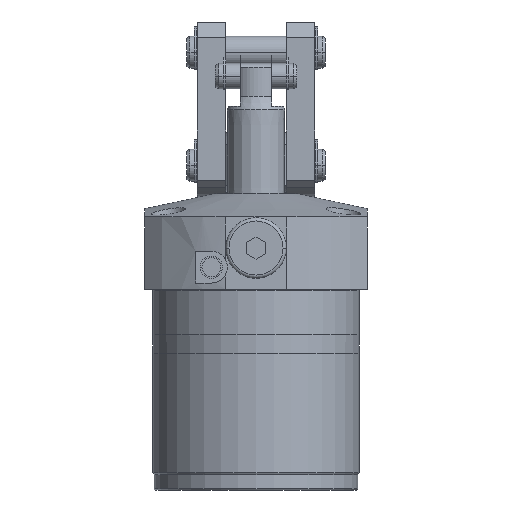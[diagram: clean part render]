
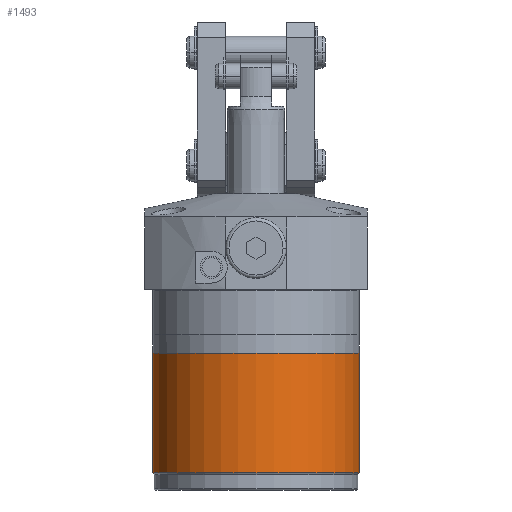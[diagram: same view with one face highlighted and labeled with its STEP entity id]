
A CAD part, front view. The second image highlights one B-rep face of the part: STEP entity #1493.
In plain terms, the highlighted cylindrical face has radius 32.4 mm (diameter 64.8 mm), a partial arc.
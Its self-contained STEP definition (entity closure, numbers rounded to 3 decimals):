
#118 = CARTESIAN_POINT ( 'NONE',  ( 0., 0., 100. ) ) ;
#119 = DIRECTION ( 'NONE',  ( 0., 0., 1. ) ) ;
#120 = DIRECTION ( 'NONE',  ( 1., 0., 0. ) ) ;
#1082 = AXIS2_PLACEMENT_3D ( 'NONE', #8844, #8845, #8846 ) ;
#1084 = AXIS2_PLACEMENT_3D ( 'NONE', #8818, #8819, #8820 ) ;
#1377 = CIRCLE ( 'NONE', #1082, 32.4 ) ;
#1381 = CIRCLE ( 'NONE', #1084, 32.4 ) ;
#1393 = EDGE_CURVE ( 'NONE', #6760, #6762, #1381, .T. ) ;
#1399 = EDGE_CURVE ( 'NONE', #6054, #6761, #1377, .T. ) ;
#1493 = ADVANCED_FACE ( 'NONE', ( #4723 ), #4731, .T. ) ;
#1767 = ORIENTED_EDGE ( 'NONE', *, *, #5733, .F. ) ;
#1824 = ORIENTED_EDGE ( 'NONE', *, *, #1399, .T. ) ;
#1827 = ORIENTED_EDGE ( 'NONE', *, *, #5735, .T. ) ;
#1828 = ORIENTED_EDGE ( 'NONE', *, *, #1393, .F. ) ;
#2201 = EDGE_LOOP ( 'NONE', ( #1767, #1824, #1827, #1828 ) ) ;
#3649 = CARTESIAN_POINT ( 'NONE',  ( -32.4, 0., -20. ) ) ;
#3650 = CARTESIAN_POINT ( 'NONE',  ( 32.4, 0., -57.507 ) ) ;
#3651 = CARTESIAN_POINT ( 'NONE',  ( 32.4, 0., -20. ) ) ;
#4723 = FACE_OUTER_BOUND ( 'NONE', #2201, .T. ) ;
#4729 = AXIS2_PLACEMENT_3D ( 'NONE', #118, #119, #120 ) ;
#4731 = CYLINDRICAL_SURFACE ( 'NONE', #4729, 32.4 ) ;
#4754 = VECTOR ( 'NONE', #7460, 1000. ) ;
#4756 = VECTOR ( 'NONE', #7454, 1000. ) ;
#5392 = CARTESIAN_POINT ( 'NONE',  ( -32.4, 0., -57.507 ) ) ;
#5733 = EDGE_CURVE ( 'NONE', #6054, #6760, #7452, .T. ) ;
#5735 = EDGE_CURVE ( 'NONE', #6761, #6762, #7458, .T. ) ;
#6054 = VERTEX_POINT ( 'NONE', #5392 ) ;
#6760 = VERTEX_POINT ( 'NONE', #3649 ) ;
#6761 = VERTEX_POINT ( 'NONE', #3650 ) ;
#6762 = VERTEX_POINT ( 'NONE', #3651 ) ;
#7452 = LINE ( 'NONE', #7453, #4756 ) ;
#7453 = CARTESIAN_POINT ( 'NONE',  ( -32.4, 0., 100. ) ) ;
#7454 = DIRECTION ( 'NONE',  ( 0., 0., 1. ) ) ;
#7458 = LINE ( 'NONE', #7459, #4754 ) ;
#7459 = CARTESIAN_POINT ( 'NONE',  ( 32.4, 0., 100. ) ) ;
#7460 = DIRECTION ( 'NONE',  ( 0., 0., 1. ) ) ;
#8818 = CARTESIAN_POINT ( 'NONE',  ( 0., 0., -20. ) ) ;
#8819 = DIRECTION ( 'NONE',  ( 0., 0., 1. ) ) ;
#8820 = DIRECTION ( 'NONE',  ( 1., 0., 0. ) ) ;
#8844 = CARTESIAN_POINT ( 'NONE',  ( 0., 0., -57.507 ) ) ;
#8845 = DIRECTION ( 'NONE',  ( 0., 0., 1. ) ) ;
#8846 = DIRECTION ( 'NONE',  ( 1., 0., 0. ) ) ;
